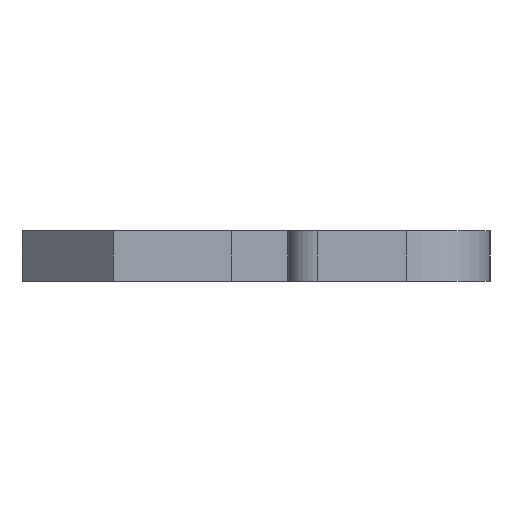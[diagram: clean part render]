
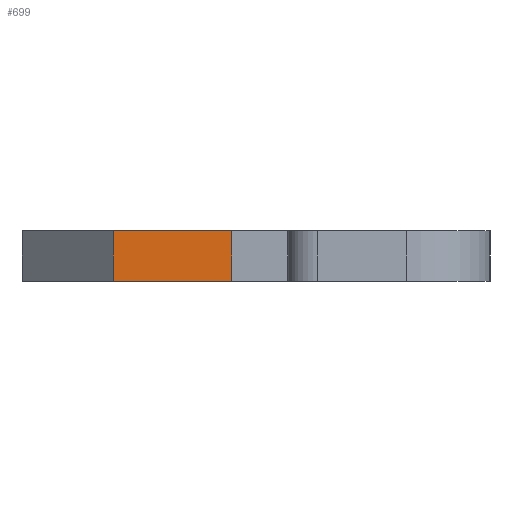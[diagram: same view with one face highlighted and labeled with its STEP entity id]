
A CAD part, left-side view. The second image highlights one B-rep face of the part: STEP entity #699.
In plain terms, the highlighted planar face has unit normal (-1, 0, 0).
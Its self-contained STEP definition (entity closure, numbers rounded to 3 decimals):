
#643=CARTESIAN_POINT('',(-39.5,-1.15,0.5));
#644=VERTEX_POINT('',#643);
#651=CARTESIAN_POINT('',(-39.5,-1.15,-0.5));
#652=VERTEX_POINT('',#651);
#653=CARTESIAN_POINT('',(-39.5,-1.15,-0.5));
#654=DIRECTION('',(0.0,0.0,1.0));
#655=VECTOR('',#654,1.0);
#656=LINE('',#653,#655);
#657=EDGE_CURVE('',#652,#644,#656,.T.);
#669=CARTESIAN_POINT('',(-39.5,-1.15,0.0));
#670=DIRECTION('',(-1.0,0.0,0.0));
#671=DIRECTION('',(0.0,0.0,1.0));
#672=AXIS2_PLACEMENT_3D('',#669,#670,#671);
#673=PLANE('',#672);
#674=CARTESIAN_POINT('',(-39.5,1.2,0.5));
#675=VERTEX_POINT('',#674);
#676=CARTESIAN_POINT('',(-39.5,-1.15,0.5));
#677=DIRECTION('',(0.0,1.0,0.0));
#678=VECTOR('',#677,2.35);
#679=LINE('',#676,#678);
#680=EDGE_CURVE('',#644,#675,#679,.T.);
#681=ORIENTED_EDGE('',*,*,#680,.T.);
#682=CARTESIAN_POINT('',(-39.5,1.2,-0.5));
#683=VERTEX_POINT('',#682);
#684=CARTESIAN_POINT('',(-39.5,1.2,-0.5));
#685=DIRECTION('',(0.0,0.0,1.0));
#686=VECTOR('',#685,1.0);
#687=LINE('',#684,#686);
#688=EDGE_CURVE('',#683,#675,#687,.T.);
#689=ORIENTED_EDGE('',*,*,#688,.F.);
#690=CARTESIAN_POINT('',(-39.5,1.2,-0.5));
#691=DIRECTION('',(0.0,-1.0,0.0));
#692=VECTOR('',#691,2.35);
#693=LINE('',#690,#692);
#694=EDGE_CURVE('',#683,#652,#693,.T.);
#695=ORIENTED_EDGE('',*,*,#694,.T.);
#696=ORIENTED_EDGE('',*,*,#657,.T.);
#697=EDGE_LOOP('',(#681,#689,#695,#696));
#698=FACE_OUTER_BOUND('',#697,.T.);
#699=ADVANCED_FACE('',(#698),#673,.T.);
